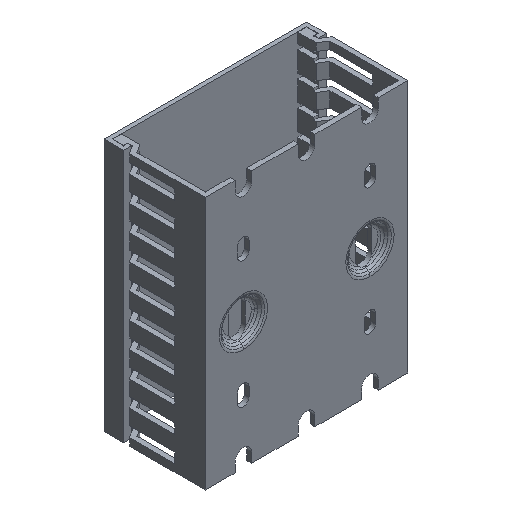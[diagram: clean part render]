
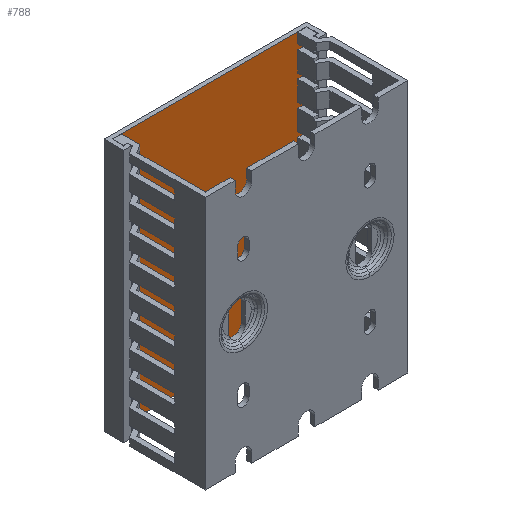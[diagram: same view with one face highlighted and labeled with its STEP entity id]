
A CAD part, isometric view. The second image highlights one B-rep face of the part: STEP entity #788.
In plain terms, the highlighted planar face has unit normal (0, -1, 0).
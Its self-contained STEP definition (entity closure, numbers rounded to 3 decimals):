
#177=DIRECTION('',(0.,0.,1.));
#178=VECTOR('',#177,100.);
#179=CARTESIAN_POINT('',(38.4,6.2,900.));
#180=LINE('',#179,#178);
#409=DIRECTION('',(-1.,0.,0.));
#410=VECTOR('',#409,76.8);
#411=CARTESIAN_POINT('',(38.4,6.2,900.));
#412=LINE('',#411,#410);
#416=DIRECTION('',(0.,0.,1.));
#417=VECTOR('',#416,100.);
#418=CARTESIAN_POINT('',(-38.4,6.2,900.));
#419=LINE('',#418,#417);
#423=DIRECTION('',(1.,0.,0.));
#424=VECTOR('',#423,76.8);
#425=CARTESIAN_POINT('',(-38.4,6.2,1000.));
#426=LINE('',#425,#424);
#430=CARTESIAN_POINT('',(38.4,6.2,900.));
#432=VERTEX_POINT('',#430);
#434=CARTESIAN_POINT('',(38.4,6.2,1000.));
#435=VERTEX_POINT('',#434);
#456=CARTESIAN_POINT('',(-38.4,6.2,900.));
#457=VERTEX_POINT('',#456);
#461=CARTESIAN_POINT('',(-38.4,6.2,1000.));
#463=VERTEX_POINT('',#461);
#777=CARTESIAN_POINT('',(-38.4,6.2,-1000.));
#778=DIRECTION('',(0.,1.,0.));
#779=DIRECTION('',(0.,0.,1.));
#780=AXIS2_PLACEMENT_3D('',#777,#778,#779);
#781=PLANE('',#780);
#782=ORIENTED_EDGE('',*,*,#527,.T.);
#783=ORIENTED_EDGE('',*,*,#606,.T.);
#784=ORIENTED_EDGE('',*,*,#585,.T.);
#785=ORIENTED_EDGE('',*,*,#485,.F.);
#786=EDGE_LOOP('',(#782,#783,#784,#785));
#787=FACE_OUTER_BOUND('',#786,.F.);
#485=EDGE_CURVE('',#432,#435,#180,.T.);
#527=EDGE_CURVE('',#432,#457,#412,.T.);
#585=EDGE_CURVE('',#463,#435,#426,.T.);
#606=EDGE_CURVE('',#457,#463,#419,.T.);
#788=ADVANCED_FACE('',(#787),#781,.F.);
